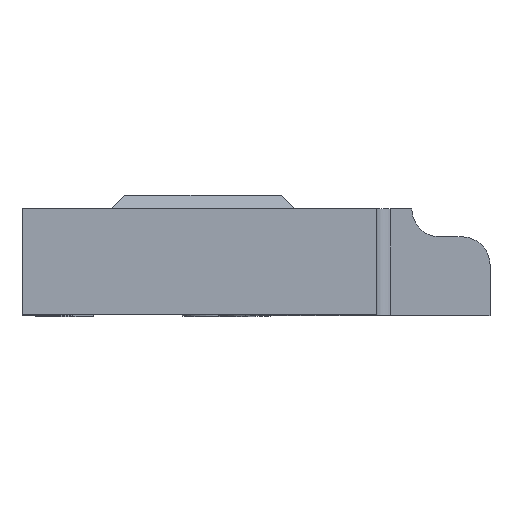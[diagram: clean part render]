
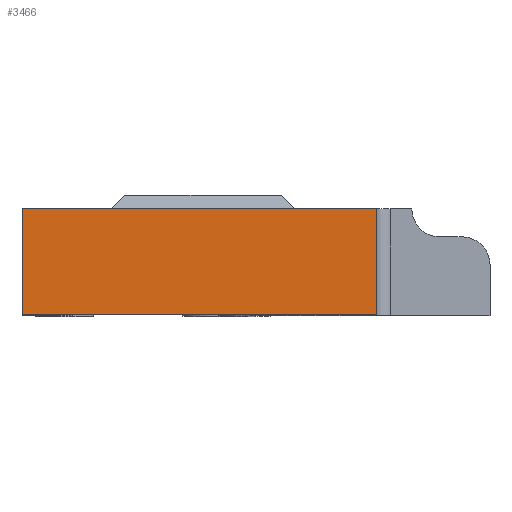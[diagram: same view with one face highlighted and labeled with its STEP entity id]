
A CAD part, top view. The second image highlights one B-rep face of the part: STEP entity #3466.
In plain terms, the highlighted planar face has unit normal (0, 0, 1).
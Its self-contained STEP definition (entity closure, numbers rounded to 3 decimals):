
#26 = ORIENTED_EDGE ( 'NONE', *, *, #961, .T. ) ;
#150 = VERTEX_POINT ( 'NONE', #2053 ) ;
#273 = VERTEX_POINT ( 'NONE', #2694 ) ;
#713 = CARTESIAN_POINT ( 'NONE',  ( -41.84, 9.5, 11.5 ) ) ;
#731 = VERTEX_POINT ( 'NONE', #4304 ) ;
#795 = EDGE_CURVE ( 'NONE', #731, #150, #5896, .T. ) ;
#805 = VECTOR ( 'NONE', #5077, 1000. ) ;
#961 = EDGE_CURVE ( 'NONE', #5788, #273, #3549, .T. ) ;
#975 = ORIENTED_EDGE ( 'NONE', *, *, #2298, .T. ) ;
#1856 = CARTESIAN_POINT ( 'NONE',  ( 0., 0., 11.5 ) ) ;
#1919 = CARTESIAN_POINT ( 'NONE',  ( -41.84, 0., 11.5 ) ) ;
#1953 = DIRECTION ( 'NONE',  ( 0., 1., 0. ) ) ;
#2053 = CARTESIAN_POINT ( 'NONE',  ( -10.14, 0., 11.5 ) ) ;
#2182 = CARTESIAN_POINT ( 'NONE',  ( -10.14, 9.5, 11.5 ) ) ;
#2298 = EDGE_CURVE ( 'NONE', #150, #5788, #4976, .T. ) ;
#2487 = CARTESIAN_POINT ( 'NONE',  ( -10.14, 9.5, 11.5 ) ) ;
#2694 = CARTESIAN_POINT ( 'NONE',  ( -41.84, 9.5, 11.5 ) ) ;
#2826 = DIRECTION ( 'NONE',  ( 1., 0., 0. ) ) ;
#3466 = ADVANCED_FACE ( 'NONE', ( #3523 ), #4913, .T. ) ;
#3523 = FACE_OUTER_BOUND ( 'NONE', #6565, .T. ) ;
#3549 = LINE ( 'NONE', #5111, #805 ) ;
#3671 = ORIENTED_EDGE ( 'NONE', *, *, #795, .T. ) ;
#4113 = VECTOR ( 'NONE', #2826, 1000. ) ;
#4302 = ORIENTED_EDGE ( 'NONE', *, *, #5842, .T. ) ;
#4304 = CARTESIAN_POINT ( 'NONE',  ( -41.84, 0., 11.5 ) ) ;
#4348 = DIRECTION ( 'NONE',  ( 0., -1., 0. ) ) ;
#4775 = AXIS2_PLACEMENT_3D ( 'NONE', #1856, #5999, #5970 ) ;
#4913 = PLANE ( 'NONE',  #4775 ) ;
#4976 = LINE ( 'NONE', #2487, #5941 ) ;
#5077 = DIRECTION ( 'NONE',  ( -1., 0., 0. ) ) ;
#5111 = CARTESIAN_POINT ( 'NONE',  ( -41.84, 9.5, 11.5 ) ) ;
#5278 = LINE ( 'NONE', #713, #5761 ) ;
#5761 = VECTOR ( 'NONE', #4348, 1000. ) ;
#5788 = VERTEX_POINT ( 'NONE', #2182 ) ;
#5842 = EDGE_CURVE ( 'NONE', #273, #731, #5278, .T. ) ;
#5896 = LINE ( 'NONE', #1919, #4113 ) ;
#5941 = VECTOR ( 'NONE', #1953, 1000. ) ;
#5970 = DIRECTION ( 'NONE',  ( 1., 0., 0. ) ) ;
#5999 = DIRECTION ( 'NONE',  ( 0., 0., 1. ) ) ;
#6565 = EDGE_LOOP ( 'NONE', ( #4302, #3671, #975, #26 ) ) ;
